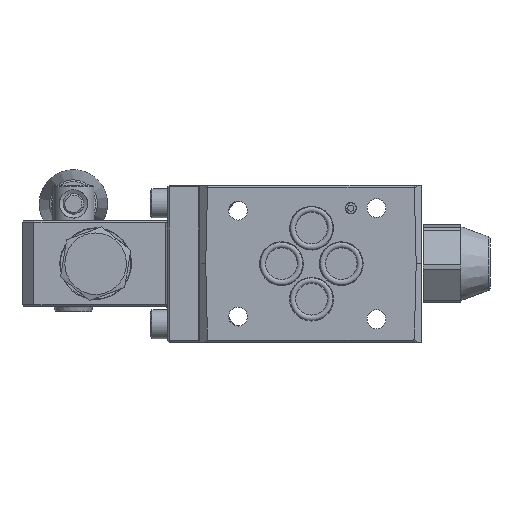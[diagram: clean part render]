
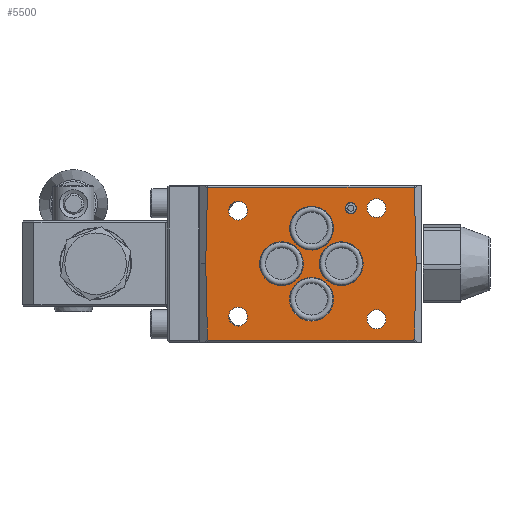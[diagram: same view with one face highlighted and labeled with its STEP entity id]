
A CAD part, front view. The second image highlights one B-rep face of the part: STEP entity #5500.
In plain terms, the highlighted planar face has unit normal (0, -1, 0).
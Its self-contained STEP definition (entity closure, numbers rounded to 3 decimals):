
#33=ELLIPSE($,#5967,0.859,0.5);
#41=ELLIPSE($,#5983,0.859,0.5);
#42=ELLIPSE($,#5984,0.859,0.5);
#43=ELLIPSE($,#5985,0.859,0.5);
#384=LINE($,#13715,#758);
#389=LINE($,#13726,#763);
#400=LINE($,#13785,#774);
#401=LINE($,#13788,#775);
#402=LINE($,#13792,#776);
#403=LINE($,#13793,#777);
#758=VECTOR($,#6986,22.064);
#763=VECTOR($,#6997,59.804);
#774=VECTOR($,#7030,59.804);
#775=VECTOR($,#7033,22.064);
#776=VECTOR($,#7036,22.064);
#777=VECTOR($,#7037,22.064);
#1045=PLANE($,#5982);
#1248=FACE_BOUND($,#1885,.T.);
#1249=FACE_BOUND($,#1886,.T.);
#1250=FACE_BOUND($,#1887,.T.);
#1251=FACE_BOUND($,#1888,.T.);
#1252=FACE_BOUND($,#1889,.T.);
#1253=FACE_BOUND($,#1890,.T.);
#1254=FACE_BOUND($,#1891,.T.);
#1255=FACE_BOUND($,#1892,.T.);
#1256=FACE_BOUND($,#1893,.T.);
#1476=FACE_OUTER_BOUND($,#1884,.T.);
#1884=EDGE_LOOP($,(#4144,#4145,#4146,#4147,#4148,#4149,#4150,#4151,#4152,
#4153));
#1885=EDGE_LOOP($,(#4154));
#1886=EDGE_LOOP($,(#4155));
#1887=EDGE_LOOP($,(#4156));
#1888=EDGE_LOOP($,(#4157));
#1889=EDGE_LOOP($,(#4158));
#1890=EDGE_LOOP($,(#4159));
#1891=EDGE_LOOP($,(#4160));
#1892=EDGE_LOOP($,(#4161));
#1893=EDGE_LOOP($,(#4162));
#2208=CIRCLE($,#5986,1.5);
#2209=CIRCLE($,#5987,6.35);
#2210=CIRCLE($,#5988,6.35);
#2211=CIRCLE($,#5989,6.348);
#2212=CIRCLE($,#5990,6.35);
#2213=CIRCLE($,#5991,2.75);
#2214=CIRCLE($,#5992,2.75);
#2215=CIRCLE($,#5993,2.75);
#2216=CIRCLE($,#5994,2.75);
#2552=VERTEX_POINT($,#13702);
#2553=VERTEX_POINT($,#13704);
#2557=VERTEX_POINT($,#13714);
#2560=VERTEX_POINT($,#13724);
#2579=VERTEX_POINT($,#13781);
#2580=VERTEX_POINT($,#13782);
#2581=VERTEX_POINT($,#13784);
#2582=VERTEX_POINT($,#13786);
#2583=VERTEX_POINT($,#13789);
#2584=VERTEX_POINT($,#13791);
#2585=VERTEX_POINT($,#13794);
#2586=VERTEX_POINT($,#13796);
#2587=VERTEX_POINT($,#13798);
#2588=VERTEX_POINT($,#13800);
#2589=VERTEX_POINT($,#13802);
#2590=VERTEX_POINT($,#13804);
#2591=VERTEX_POINT($,#13806);
#2592=VERTEX_POINT($,#13808);
#2593=VERTEX_POINT($,#13810);
#3135=EDGE_CURVE($,#2553,#2552,#33,.T.);
#3140=EDGE_CURVE($,#2557,#2553,#384,.T.);
#3146=EDGE_CURVE($,#2560,#2552,#389,.T.);
#3166=EDGE_CURVE($,#2579,#2580,#41,.T.);
#3167=EDGE_CURVE($,#2581,#2580,#400,.T.);
#3168=EDGE_CURVE($,#2581,#2582,#42,.T.);
#3169=EDGE_CURVE($,#2557,#2582,#401,.T.);
#3170=EDGE_CURVE($,#2560,#2583,#43,.T.);
#3171=EDGE_CURVE($,#2583,#2584,#402,.T.);
#3172=EDGE_CURVE($,#2579,#2584,#403,.T.);
#3173=EDGE_CURVE($,#2585,#2585,#2208,.T.);
#3174=EDGE_CURVE($,#2586,#2586,#2209,.T.);
#3175=EDGE_CURVE($,#2587,#2587,#2210,.T.);
#3176=EDGE_CURVE($,#2588,#2588,#2211,.T.);
#3177=EDGE_CURVE($,#2589,#2589,#2212,.T.);
#3178=EDGE_CURVE($,#2590,#2590,#2213,.T.);
#3179=EDGE_CURVE($,#2591,#2591,#2214,.T.);
#3180=EDGE_CURVE($,#2592,#2592,#2215,.T.);
#3181=EDGE_CURVE($,#2593,#2593,#2216,.T.);
#4144=ORIENTED_EDGE($,*,*,#3166,.T.);
#4145=ORIENTED_EDGE($,*,*,#3167,.F.);
#4146=ORIENTED_EDGE($,*,*,#3168,.T.);
#4147=ORIENTED_EDGE($,*,*,#3169,.F.);
#4148=ORIENTED_EDGE($,*,*,#3140,.T.);
#4149=ORIENTED_EDGE($,*,*,#3135,.T.);
#4150=ORIENTED_EDGE($,*,*,#3146,.F.);
#4151=ORIENTED_EDGE($,*,*,#3170,.T.);
#4152=ORIENTED_EDGE($,*,*,#3171,.T.);
#4153=ORIENTED_EDGE($,*,*,#3172,.F.);
#4154=ORIENTED_EDGE($,*,*,#3173,.F.);
#4155=ORIENTED_EDGE($,*,*,#3174,.T.);
#4156=ORIENTED_EDGE($,*,*,#3175,.T.);
#4157=ORIENTED_EDGE($,*,*,#3176,.T.);
#4158=ORIENTED_EDGE($,*,*,#3177,.T.);
#4159=ORIENTED_EDGE($,*,*,#3178,.T.);
#4160=ORIENTED_EDGE($,*,*,#3179,.T.);
#4161=ORIENTED_EDGE($,*,*,#3180,.T.);
#4162=ORIENTED_EDGE($,*,*,#3181,.T.);
#5500=ADVANCED_FACE($,(#1476,#1248,#1249,#1250,#1251,#1252,#1253,#1254,
#1255,#1256),#1045,.F.);
#5967=AXIS2_PLACEMENT_3D($,#13705,#6977,#6978);
#5982=AXIS2_PLACEMENT_3D($,#13780,#7026,#7027);
#5983=AXIS2_PLACEMENT_3D($,#13783,#7028,#7029);
#5984=AXIS2_PLACEMENT_3D($,#13787,#7031,#7032);
#5985=AXIS2_PLACEMENT_3D($,#13790,#7034,#7035);
#5986=AXIS2_PLACEMENT_3D($,#13795,#7038,#7039);
#5987=AXIS2_PLACEMENT_3D($,#13797,#7040,#7041);
#5988=AXIS2_PLACEMENT_3D($,#13799,#7042,#7043);
#5989=AXIS2_PLACEMENT_3D($,#13801,#7044,#7045);
#5990=AXIS2_PLACEMENT_3D($,#13803,#7046,#7047);
#5991=AXIS2_PLACEMENT_3D($,#13805,#7048,#7049);
#5992=AXIS2_PLACEMENT_3D($,#13807,#7050,#7051);
#5993=AXIS2_PLACEMENT_3D($,#13809,#7052,#7053);
#5994=AXIS2_PLACEMENT_3D($,#13811,#7054,#7055);
#6977=DIRECTION('center_axis',(0.,-1.,0.));
#6978=DIRECTION('ref_axis',(-0.698,0.,-0.716));
#6986=DIRECTION($,(0.025,0.,-1.));
#6997=DIRECTION($,(-1.,0.,0.));
#7026=DIRECTION('center_axis',(0.,1.,0.));
#7027=DIRECTION('ref_axis',(0.,0.,1.));
#7028=DIRECTION('center_axis',(0.,-1.,0.));
#7029=DIRECTION('ref_axis',(-0.698,0.,-0.716));
#7030=DIRECTION($,(1.,0.,0.));
#7031=DIRECTION('center_axis',(0.,-1.,0.));
#7032=DIRECTION('ref_axis',(0.698,0.,-0.716));
#7033=DIRECTION($,(0.025,0.,1.));
#7034=DIRECTION('center_axis',(0.,-1.,0.));
#7035=DIRECTION('ref_axis',(0.698,0.,-0.716));
#7036=DIRECTION($,(0.025,0.,1.));
#7037=DIRECTION($,(0.025,0.,-1.));
#7038=DIRECTION('center_axis',(0.,-1.,0.));
#7039=DIRECTION('ref_axis',(0.,0.,-1.));
#7040=DIRECTION('center_axis',(0.,1.,0.));
#7041=DIRECTION('ref_axis',(0.,0.,1.));
#7042=DIRECTION('center_axis',(0.,1.,0.));
#7043=DIRECTION('ref_axis',(0.,0.,1.));
#7044=DIRECTION('center_axis',(0.,1.,0.));
#7045=DIRECTION('ref_axis',(0.,0.,1.));
#7046=DIRECTION('center_axis',(0.,1.,0.));
#7047=DIRECTION('ref_axis',(0.,0.,1.));
#7048=DIRECTION('center_axis',(0.,1.,0.));
#7049=DIRECTION('ref_axis',(0.,0.,1.));
#7050=DIRECTION('center_axis',(0.,1.,0.));
#7051=DIRECTION('ref_axis',(0.,0.,1.));
#7052=DIRECTION('center_axis',(0.,1.,0.));
#7053=DIRECTION('ref_axis',(0.,0.,1.));
#7054=DIRECTION('center_axis',(0.,1.,0.));
#7055=DIRECTION('ref_axis',(0.,0.,1.));
#13702=CARTESIAN_POINT('',(-29.902,-24.,-22.402));
#13704=CARTESIAN_POINT('',(-30.256,-24.,-22.057));
#13705=CARTESIAN_POINT('Origin',(-29.557,-24.,-21.695));
#13714=CARTESIAN_POINT('',(-30.8,-24.,0.));
#13715=CARTESIAN_POINT($,(-30.803,-24.,0.106));
#13724=CARTESIAN_POINT('',(29.902,-24.,-22.402));
#13726=CARTESIAN_POINT($,(-35.65,-24.,-22.402));
#13780=CARTESIAN_POINT('Origin',(-37.902,-24.,27.518));
#13781=CARTESIAN_POINT('',(30.256,-24.,22.057));
#13782=CARTESIAN_POINT('',(29.902,-24.,22.402));
#13783=CARTESIAN_POINT('Origin',(29.557,-24.,21.695));
#13784=CARTESIAN_POINT('',(-29.902,-24.,22.402));
#13785=CARTESIAN_POINT($,(-35.65,-24.,22.402));
#13786=CARTESIAN_POINT('',(-30.256,-24.,22.057));
#13787=CARTESIAN_POINT('Origin',(-29.557,-24.,21.695));
#13788=CARTESIAN_POINT($,(-30.803,-24.,-0.106));
#13789=CARTESIAN_POINT('',(30.256,-24.,-22.057));
#13790=CARTESIAN_POINT('Origin',(29.557,-24.,-21.695));
#13791=CARTESIAN_POINT('',(30.8,-24.,0.));
#13792=CARTESIAN_POINT($,(30.799,-24.,-0.057));
#13793=CARTESIAN_POINT($,(30.799,-24.,0.057));
#13794=CARTESIAN_POINT('',(11.676,-24.,17.75));
#13795=CARTESIAN_POINT('Origin',(11.676,-24.,16.25));
#13796=CARTESIAN_POINT('',(-8.624,-24.,-6.35));
#13797=CARTESIAN_POINT('Origin',(-8.624,-24.,0.));
#13798=CARTESIAN_POINT('',(0.176,-24.,-16.75));
#13799=CARTESIAN_POINT('Origin',(0.176,-24.,-10.4));
#13800=CARTESIAN_POINT('',(8.876,-24.,-6.348));
#13801=CARTESIAN_POINT('Origin',(8.876,-24.,0.));
#13802=CARTESIAN_POINT('',(0.176,-24.,4.05));
#13803=CARTESIAN_POINT('Origin',(0.176,-24.,10.4));
#13804=CARTESIAN_POINT('',(19.176,-24.,19.));
#13805=CARTESIAN_POINT('Origin',(19.176,-24.,16.25));
#13806=CARTESIAN_POINT('',(-21.324,-24.,18.25));
#13807=CARTESIAN_POINT('Origin',(-21.324,-24.,15.5));
#13808=CARTESIAN_POINT('',(19.176,-24.,-13.5));
#13809=CARTESIAN_POINT('Origin',(19.176,-24.,-16.25));
#13810=CARTESIAN_POINT('',(-21.324,-24.,-12.75));
#13811=CARTESIAN_POINT('Origin',(-21.324,-24.,-15.5));
